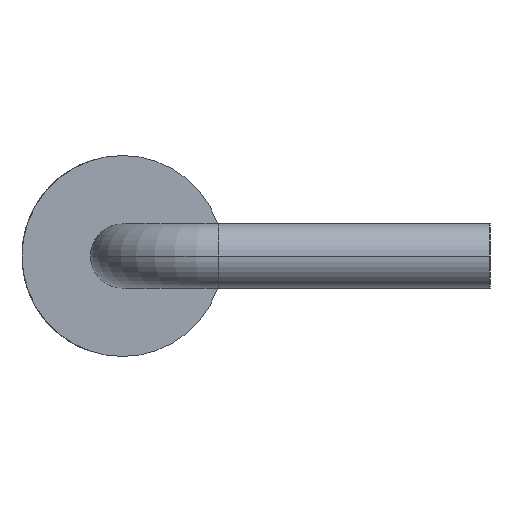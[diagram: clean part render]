
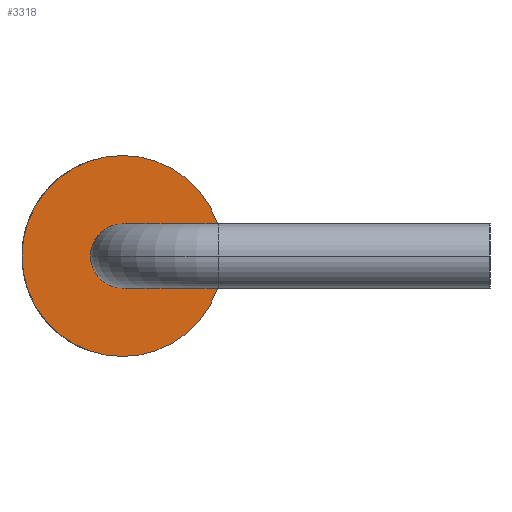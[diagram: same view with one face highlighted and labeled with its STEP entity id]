
A CAD part, left-side view. The second image highlights one B-rep face of the part: STEP entity #3318.
In plain terms, the highlighted planar face has unit normal (-1, 0, 0).
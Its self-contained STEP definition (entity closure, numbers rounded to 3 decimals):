
#31 = CARTESIAN_POINT ( 'NONE',  ( 2.48, 2.355, 1.355 ) ) ;
#32 = ORIENTED_EDGE ( 'NONE', *, *, #1921, .F. ) ;
#52 = FACE_BOUND ( 'NONE', #4302, .T. ) ;
#342 = AXIS2_PLACEMENT_3D ( 'NONE', #817, #512, #1222 ) ;
#348 = CARTESIAN_POINT ( 'NONE',  ( 2.48, 2.355, 0. ) ) ;
#512 = DIRECTION ( 'NONE',  ( -1., 0., 0. ) ) ;
#526 = DIRECTION ( 'NONE',  ( 1., 0., 0. ) ) ;
#810 = AXIS2_PLACEMENT_3D ( 'NONE', #3041, #1376, #4234 ) ;
#817 = CARTESIAN_POINT ( 'NONE',  ( 2.48, 2.355, 0. ) ) ;
#856 = CARTESIAN_POINT ( 'NONE',  ( 2.48, 2.355, 0. ) ) ;
#943 = EDGE_CURVE ( 'NONE', #1254, #3357, #3557, .T. ) ;
#1222 = DIRECTION ( 'NONE',  ( 0., 0., -1. ) ) ;
#1233 = ORIENTED_EDGE ( 'NONE', *, *, #2594, .F. ) ;
#1254 = VERTEX_POINT ( 'NONE', #1275 ) ;
#1275 = CARTESIAN_POINT ( 'NONE',  ( 2.48, 2.355, -1.355 ) ) ;
#1291 = CARTESIAN_POINT ( 'NONE',  ( 2.48, 2.786, 0. ) ) ;
#1376 = DIRECTION ( 'NONE',  ( 1., 0., 0. ) ) ;
#1850 = ORIENTED_EDGE ( 'NONE', *, *, #943, .F. ) ;
#1872 = DIRECTION ( 'NONE',  ( 0., 0., -1. ) ) ;
#1912 = VERTEX_POINT ( 'NONE', #1291 ) ;
#1921 = EDGE_CURVE ( 'NONE', #1912, #2631, #2869, .T. ) ;
#2058 = DIRECTION ( 'NONE',  ( 1., 0., 0. ) ) ;
#2074 = EDGE_LOOP ( 'NONE', ( #2916, #1850 ) ) ;
#2594 = EDGE_CURVE ( 'NONE', #2631, #1912, #3939, .T. ) ;
#2631 = VERTEX_POINT ( 'NONE', #3230 ) ;
#2869 = CIRCLE ( 'NONE', #4194, 0.431 ) ;
#2916 = ORIENTED_EDGE ( 'NONE', *, *, #4222, .F. ) ;
#3024 = AXIS2_PLACEMENT_3D ( 'NONE', #3688, #2058, #3398 ) ;
#3041 = CARTESIAN_POINT ( 'NONE',  ( 2.48, 2.355, 0. ) ) ;
#3072 = PLANE ( 'NONE',  #3024 ) ;
#3132 = AXIS2_PLACEMENT_3D ( 'NONE', #856, #526, #1872 ) ;
#3230 = CARTESIAN_POINT ( 'NONE',  ( 2.48, 1.923, 0. ) ) ;
#3318 = ADVANCED_FACE ( 'NONE', ( #52, #3636 ), #3072, .F. ) ;
#3343 = DIRECTION ( 'NONE',  ( -1., 0., 0. ) ) ;
#3357 = VERTEX_POINT ( 'NONE', #31 ) ;
#3398 = DIRECTION ( 'NONE',  ( 0., 0., -1. ) ) ;
#3476 = CIRCLE ( 'NONE', #3132, 1.355 ) ;
#3557 = CIRCLE ( 'NONE', #810, 1.355 ) ;
#3636 = FACE_OUTER_BOUND ( 'NONE', #2074, .T. ) ;
#3688 = CARTESIAN_POINT ( 'NONE',  ( 2.48, 2.355, 0. ) ) ;
#3939 = CIRCLE ( 'NONE', #342, 0.431 ) ;
#4017 = DIRECTION ( 'NONE',  ( 0., 0., -1. ) ) ;
#4194 = AXIS2_PLACEMENT_3D ( 'NONE', #348, #3343, #4017 ) ;
#4222 = EDGE_CURVE ( 'NONE', #3357, #1254, #3476, .T. ) ;
#4234 = DIRECTION ( 'NONE',  ( 0., 0., -1. ) ) ;
#4302 = EDGE_LOOP ( 'NONE', ( #1233, #32 ) ) ;
